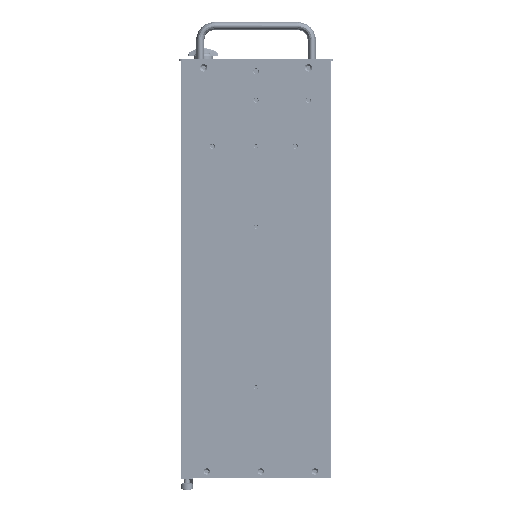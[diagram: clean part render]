
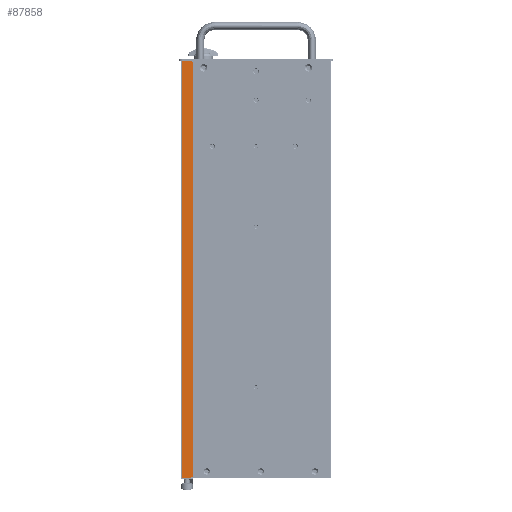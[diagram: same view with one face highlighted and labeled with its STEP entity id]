
A CAD part, left-side view. The second image highlights one B-rep face of the part: STEP entity #87858.
In plain terms, the highlighted planar face has unit normal (1, 0, 0).
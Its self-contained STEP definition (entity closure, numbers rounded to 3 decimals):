
#7860 = DIRECTION ( 'NONE',  ( 0., 0., 1. ) ) ;
#8122 = DIRECTION ( 'NONE',  ( 0., 1., 0. ) ) ;
#8180 = DIRECTION ( 'NONE',  ( 1., 0., 0. ) ) ;
#8344 = CARTESIAN_POINT ( 'NONE',  ( -214.45, 160., 474.4 ) ) ;
#8577 = EDGE_CURVE ( 'NONE', #36604, #26932, #170037, .T. ) ;
#8843 = LINE ( 'NONE', #34452, #154686 ) ;
#9318 = CARTESIAN_POINT ( 'NONE',  ( -214.45, 170.3, 477.4 ) ) ;
#12174 = AXIS2_PLACEMENT_3D ( 'NONE', #8344, #8180, #8122 ) ;
#13217 = ORIENTED_EDGE ( 'NONE', *, *, #184132, .T. ) ;
#19688 = VECTOR ( 'NONE', #166483, 1000. ) ;
#20753 = AXIS2_PLACEMENT_3D ( 'NONE', #159513, #159264, #159086 ) ;
#26932 = VERTEX_POINT ( 'NONE', #58110 ) ;
#27259 = VECTOR ( 'NONE', #163811, 1000. ) ;
#34452 = CARTESIAN_POINT ( 'NONE',  ( -214.45, 157., 477.4 ) ) ;
#36604 = VERTEX_POINT ( 'NONE', #156274 ) ;
#41219 = LINE ( 'NONE', #9318, #186914 ) ;
#51922 = EDGE_CURVE ( 'NONE', #122971, #140623, #100322, .T. ) ;
#53001 = FACE_OUTER_BOUND ( 'NONE', #144182, .T. ) ;
#54306 = CARTESIAN_POINT ( 'NONE',  ( -214.45, 157., 3. ) ) ;
#57605 = CIRCLE ( 'NONE', #12174, 3. ) ;
#58007 = CIRCLE ( 'NONE', #128092, 3. ) ;
#58110 = CARTESIAN_POINT ( 'NONE',  ( -214.45, 170.3, 477.4 ) ) ;
#62339 = EDGE_CURVE ( 'NONE', #122971, #26932, #41219, .T. ) ;
#63793 = DIRECTION ( 'NONE',  ( 0., 0., -1. ) ) ;
#66775 = CARTESIAN_POINT ( 'NONE',  ( -214.45, 170.3, 0. ) ) ;
#72122 = EDGE_CURVE ( 'NONE', #81922, #140623, #58007, .T. ) ;
#81922 = VERTEX_POINT ( 'NONE', #54306 ) ;
#84442 = DIRECTION ( 'NONE',  ( 0., 1., 0. ) ) ;
#84616 = DIRECTION ( 'NONE',  ( 1., 0., 0. ) ) ;
#84831 = CARTESIAN_POINT ( 'NONE',  ( -214.45, 160., 3. ) ) ;
#87858 = ADVANCED_FACE ( 'NONE', ( #53001 ), #160348, .T. ) ;
#100322 = LINE ( 'NONE', #163573, #27259 ) ;
#105955 = EDGE_CURVE ( 'NONE', #36604, #166326, #57605, .T. ) ;
#122971 = VERTEX_POINT ( 'NONE', #66775 ) ;
#124766 = CARTESIAN_POINT ( 'NONE',  ( -214.45, 160., 0. ) ) ;
#128092 = AXIS2_PLACEMENT_3D ( 'NONE', #84831, #84616, #84442 ) ;
#133919 = ORIENTED_EDGE ( 'NONE', *, *, #8577, .F. ) ;
#140623 = VERTEX_POINT ( 'NONE', #124766 ) ;
#144182 = EDGE_LOOP ( 'NONE', ( #174834, #163590, #133919, #168194, #13217, #163399 ) ) ;
#154686 = VECTOR ( 'NONE', #63793, 1000. ) ;
#156274 = CARTESIAN_POINT ( 'NONE',  ( -214.45, 160., 477.4 ) ) ;
#157724 = CARTESIAN_POINT ( 'NONE',  ( -214.45, 157., 474.4 ) ) ;
#159086 = DIRECTION ( 'NONE',  ( 0., 1., 0. ) ) ;
#159264 = DIRECTION ( 'NONE',  ( 1., 0., 0. ) ) ;
#159513 = CARTESIAN_POINT ( 'NONE',  ( -214.45, 157., 477.4 ) ) ;
#160348 = PLANE ( 'NONE',  #20753 ) ;
#163399 = ORIENTED_EDGE ( 'NONE', *, *, #72122, .T. ) ;
#163573 = CARTESIAN_POINT ( 'NONE',  ( -214.45, 170.9, 0. ) ) ;
#163590 = ORIENTED_EDGE ( 'NONE', *, *, #62339, .T. ) ;
#163811 = DIRECTION ( 'NONE',  ( 0., -1., 0. ) ) ;
#166326 = VERTEX_POINT ( 'NONE', #157724 ) ;
#166441 = CARTESIAN_POINT ( 'NONE',  ( -214.45, 170.9, 477.4 ) ) ;
#166483 = DIRECTION ( 'NONE',  ( 0., 1., 0. ) ) ;
#168194 = ORIENTED_EDGE ( 'NONE', *, *, #105955, .T. ) ;
#170037 = LINE ( 'NONE', #166441, #19688 ) ;
#174834 = ORIENTED_EDGE ( 'NONE', *, *, #51922, .F. ) ;
#184132 = EDGE_CURVE ( 'NONE', #166326, #81922, #8843, .T. ) ;
#186914 = VECTOR ( 'NONE', #7860, 1000. ) ;
